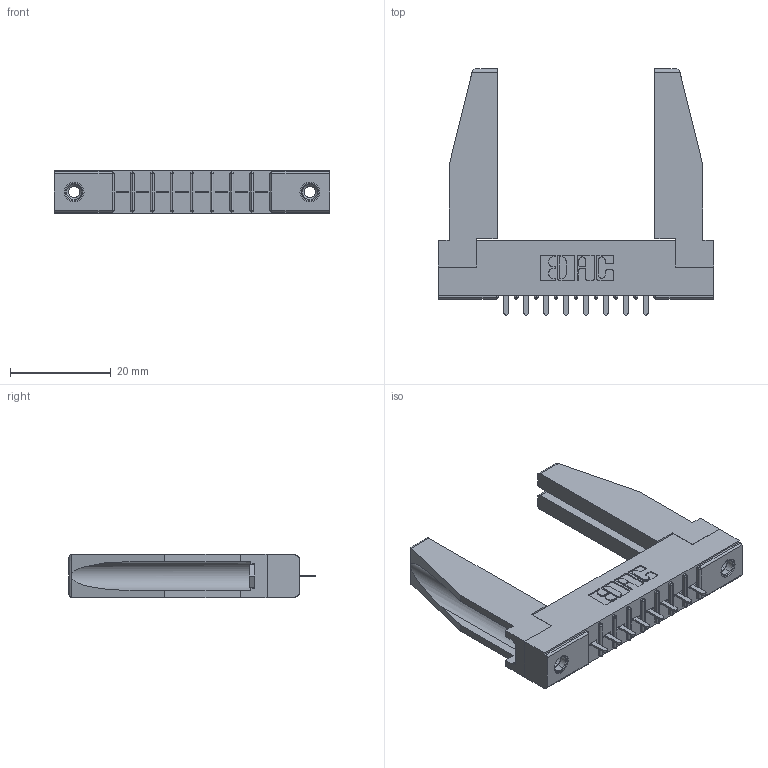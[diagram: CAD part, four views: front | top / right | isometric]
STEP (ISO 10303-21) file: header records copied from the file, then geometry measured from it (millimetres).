
FILE_DESCRIPTION (( 'STEP AP203' ), '1' );
FILE_NAME ('306-008-521-178.STEP', '2019-09-11T19:06:34', ( '' ), ( '' ), 'SwSTEP 2.0', 'SolidWorks 2016', '' );
FILE_SCHEMA (( 'CONFIG_CONTROL_DESIGN' ));
Length unit declared in the file: inch
Products named in the file (5): 306-290-001_121; 306-008-521-178; 307-220-078; 306 Part_.156 Dia; 345-250-001_345-250-001-102
Assembly tree (13 placements, depth 2):
  306-008-521-178
    306 Part_.156 Dia
    306-290-001_121  x8
    345-250-001_345-250-001-102  x2
    307-220-078  x2
Bounding box: 54.71 x 48.92 x 8.71 mm (x, y, z)
Volume: 7659.1 mm3; surface area: 8761.6 mm2
Topology: 13 solids, 13 shells, 806 faces, 2222 edges, 1428 vertices
Faces by surface type: plane 528, cylinder 230, sphere 32, cone 12, torus 4
Entity records: 14260 total; most frequent: CARTESIAN_POINT 2389, ORIENTED_EDGE 2322, DIRECTION 2311, EDGE_CURVE 1161, LINE 891, VECTOR 891, VERTEX_POINT 746, AXIS2_PLACEMENT_3D 710
